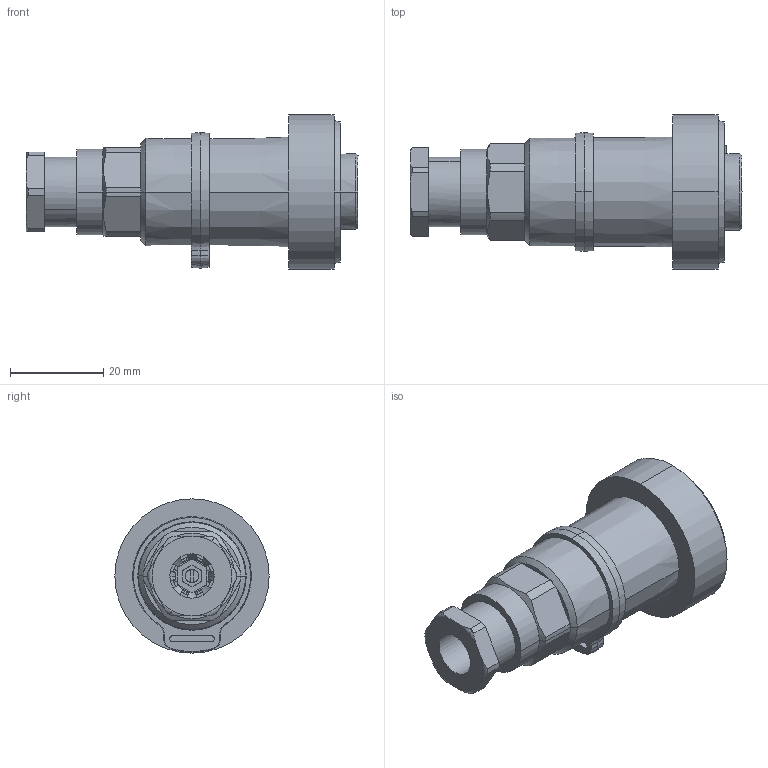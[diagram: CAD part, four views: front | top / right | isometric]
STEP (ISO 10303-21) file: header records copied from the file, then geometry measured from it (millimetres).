
FILE_DESCRIPTION(('STEP AP242'),'1');
FILE_NAME('px0745-07s.stp','2024-05-01T20:01:35',('TraceParts'),('TraceParts S.A.'),'Spatial InterOp 3D',' ',' ');
FILE_SCHEMA(('AP242_MANAGED_MODEL_BASED_3D_ENGINEERING_MIM_LF {1 0 10303 442 1 1 4}'));
Length unit declared in the file: millimetre
Products named in the file (1): px0745-07s_1
Bounding box: 71.36 x 33.15 x 33.15 mm (x, y, z)
Volume: 18562.6 mm3; surface area: 20008.1 mm2
Topology: 2 solids, 2 shells, 1214 faces, 3331 edges, 2127 vertices
Faces by surface type: plane 535, cylinder 315, bspline 174, cone 168, sphere 14, torus 8
Entity records: 56352 total; most frequent: CARTESIAN_POINT 27521, ORIENTED_EDGE 6578, DIRECTION 5139, EDGE_CURVE 3289, VERTEX_POINT 2127, AXIS2_PLACEMENT_3D 1771, LINE 1597, VECTOR 1597
